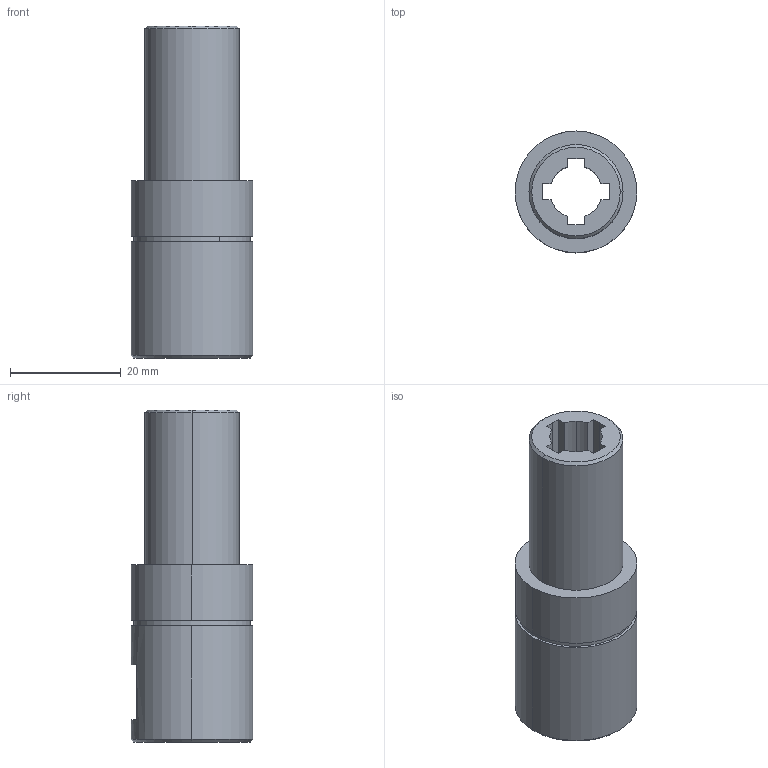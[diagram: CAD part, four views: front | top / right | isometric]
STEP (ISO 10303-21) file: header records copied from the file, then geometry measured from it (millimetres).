
FILE_DESCRIPTION(('CATIA V5 STEP Exchange'),'2;1');
FILE_NAME('ManchonCanele.stp','2023-11-10T18:29:02+00:00',('none'),('none'),'CATIA Version 5 Release 20 GA (IN-10)','CATIA V5 STEP AP203','none');
FILE_SCHEMA(('CONFIG_CONTROL_DESIGN'));
Length unit declared in the file: millimetre
Products named in the file (1): ManchonCanele
Bounding box: 22 x 22 x 60 mm (x, y, z)
Volume: 13198.5 mm3; surface area: 6825.8 mm2
Topology: 1 solids, 1 shells, 44 faces, 110 edges, 72 vertices
Faces by surface type: plane 24, cylinder 16, cone 4
Entity records: 1237 total; most frequent: ORIENTED_EDGE 220, CARTESIAN_POINT 209, DIRECTION 162, EDGE_CURVE 110, VECTOR 72, LINE 72, VERTEX_POINT 72, AXIS2_PLACEMENT_3D 65
